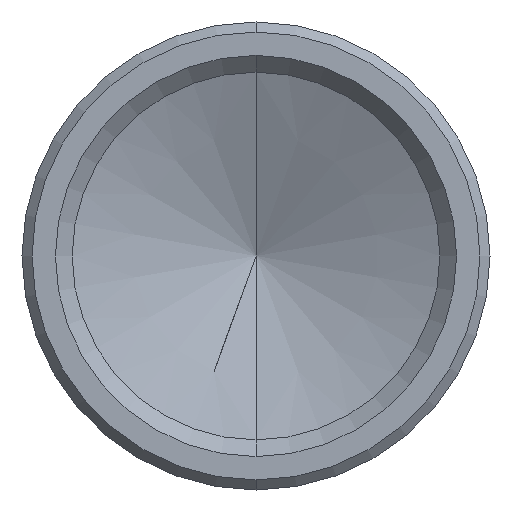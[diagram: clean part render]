
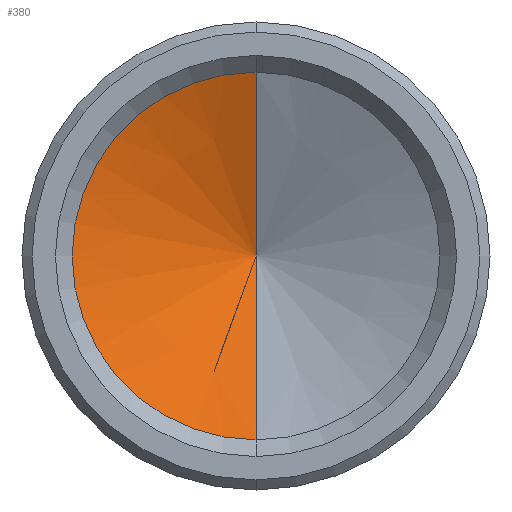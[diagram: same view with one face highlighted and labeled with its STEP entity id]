
A CAD part, front view. The second image highlights one B-rep face of the part: STEP entity #380.
In plain terms, the highlighted conical face has half-angle 68 degrees and reference radius 5.5 mm.
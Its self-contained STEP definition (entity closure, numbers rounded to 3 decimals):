
#364 = ORIENTED_EDGE ( 'NONE', *, *, #365, .T. ) ;
#365 = EDGE_CURVE ( 'NONE', #375, #382, #670, .T. ) ;
#375 = VERTEX_POINT ( 'NONE', #710 ) ;
#376 = EDGE_LOOP ( 'NONE', ( #381, #379, #364 ) ) ;
#379 = ORIENTED_EDGE ( 'NONE', *, *, #383, .T. ) ;
#380 = ADVANCED_FACE ( 'NONE', ( #708 ), #707, .F. ) ;
#381 = ORIENTED_EDGE ( 'NONE', *, *, #384, .F. ) ;
#382 = VERTEX_POINT ( 'NONE', #706 ) ;
#383 = EDGE_CURVE ( 'NONE', #385, #375, #701, .T. ) ;
#384 = EDGE_CURVE ( 'NONE', #385, #382, #697, .T. ) ;
#385 = VERTEX_POINT ( 'NONE', #693 ) ;
#666 = DIRECTION ( 'NONE',  ( 0., 0., -1. ) ) ;
#667 = DIRECTION ( 'NONE',  ( 0., -1., 0. ) ) ;
#668 = CARTESIAN_POINT ( 'NONE',  ( 0., 26., 0. ) ) ;
#669 = AXIS2_PLACEMENT_3D ( 'NONE', #668, #667, #666 ) ;
#670 = CIRCLE ( 'NONE', #669, 5.5 ) ;
#693 = CARTESIAN_POINT ( 'NONE',  ( 0., 28.222, 0. ) ) ;
#694 = DIRECTION ( 'NONE',  ( 0., -0.375, -0.927 ) ) ;
#695 = VECTOR ( 'NONE', #694, 1000. ) ;
#696 = CARTESIAN_POINT ( 'NONE',  ( 0., 26., -5.5 ) ) ;
#697 = LINE ( 'NONE', #696, #695 ) ;
#698 = DIRECTION ( 'NONE',  ( 0., -0.375, 0.927 ) ) ;
#699 = VECTOR ( 'NONE', #698, 1000. ) ;
#700 = CARTESIAN_POINT ( 'NONE',  ( 0., 26., 5.5 ) ) ;
#701 = LINE ( 'NONE', #700, #699 ) ;
#702 = DIRECTION ( 'NONE',  ( 0., 0., -1. ) ) ;
#703 = DIRECTION ( 'NONE',  ( 0., -1., 0. ) ) ;
#704 = CARTESIAN_POINT ( 'NONE',  ( 0., 26., 0. ) ) ;
#705 = AXIS2_PLACEMENT_3D ( 'NONE', #704, #703, #702 ) ;
#706 = CARTESIAN_POINT ( 'NONE',  ( 0., 26., -5.5 ) ) ;
#707 = CONICAL_SURFACE ( 'NONE', #705, 5.5, 1.187 ) ;
#708 = FACE_OUTER_BOUND ( 'NONE', #376, .T. ) ;
#710 = CARTESIAN_POINT ( 'NONE',  ( 0., 26., 5.5 ) ) ;
